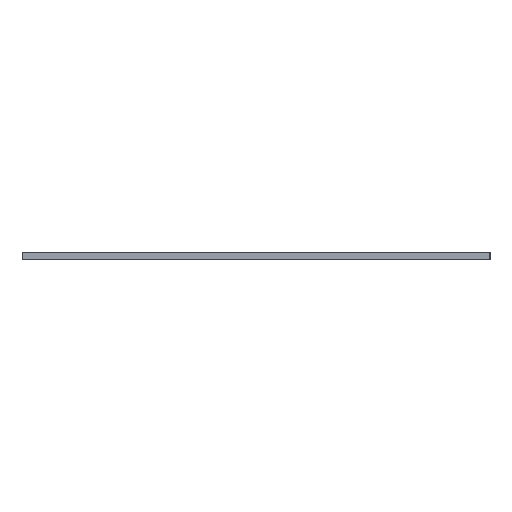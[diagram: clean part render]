
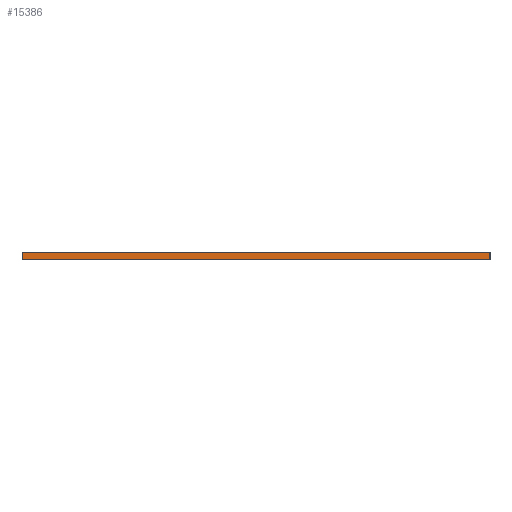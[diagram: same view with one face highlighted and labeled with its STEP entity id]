
A CAD part, left-side view. The second image highlights one B-rep face of the part: STEP entity #15386.
In plain terms, the highlighted planar face has unit normal (-1, 0, 0).
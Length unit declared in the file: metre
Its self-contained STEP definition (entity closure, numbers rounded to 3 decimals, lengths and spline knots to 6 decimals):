
#1188=ORIENTED_EDGE('',*,*,#5916,.F.);
#1189=ORIENTED_EDGE('',*,*,#5917,.F.);
#1190=ORIENTED_EDGE('',*,*,#5918,.T.);
#1191=ORIENTED_EDGE('',*,*,#5919,.T.);
#5916=EDGE_CURVE('',#8280,#8281,#9856,.T.);
#5917=EDGE_CURVE('',#8282,#8280,#9857,.T.);
#5918=EDGE_CURVE('',#8282,#8283,#9858,.T.);
#5919=EDGE_CURVE('',#8283,#8281,#9859,.T.);
#8280=VERTEX_POINT('',#22496);
#8281=VERTEX_POINT('',#22497);
#8282=VERTEX_POINT('',#22499);
#8283=VERTEX_POINT('',#22501);
#9856=LINE('',#22495,#11436);
#9857=LINE('',#22498,#11437);
#9858=LINE('',#22500,#11438);
#9859=LINE('',#22502,#11439);
#11436=VECTOR('',#17767,1.);
#11437=VECTOR('',#17768,1.);
#11438=VECTOR('',#17769,1.);
#11439=VECTOR('',#17770,1.);
#13016=EDGE_LOOP('',(#1188,#1189,#1190,#1191));
#14002=FACE_BOUND('',#13016,.T.);
#14988=PLANE('',#16189);
#15386=ADVANCED_FACE('',(#14002),#14988,.T.);
#16189=AXIS2_PLACEMENT_3D('',#22494,#17765,#17766);
#17765=DIRECTION('',(-1.,0.,0.));
#17766=DIRECTION('',(0.,0.,1.));
#17767=DIRECTION('',(0.,1.,0.));
#17768=DIRECTION('',(0.,0.,-1.));
#17769=DIRECTION('',(0.,1.,0.));
#17770=DIRECTION('',(0.,0.,-1.));
#22494=CARTESIAN_POINT('',(0.,-0.050006,0.0015));
#22495=CARTESIAN_POINT('',(0.,-0.050006,0.));
#22496=CARTESIAN_POINT('',(0.,-0.100013,0.));
#22497=CARTESIAN_POINT('',(0.,0.,0.));
#22498=CARTESIAN_POINT('',(0.,-0.100013,0.0015));
#22499=CARTESIAN_POINT('',(0.,-0.100013,0.0015));
#22500=CARTESIAN_POINT('',(0.,-0.050006,0.0015));
#22501=CARTESIAN_POINT('',(0.,0.,0.0015));
#22502=CARTESIAN_POINT('',(0.,0.,0.0015));
